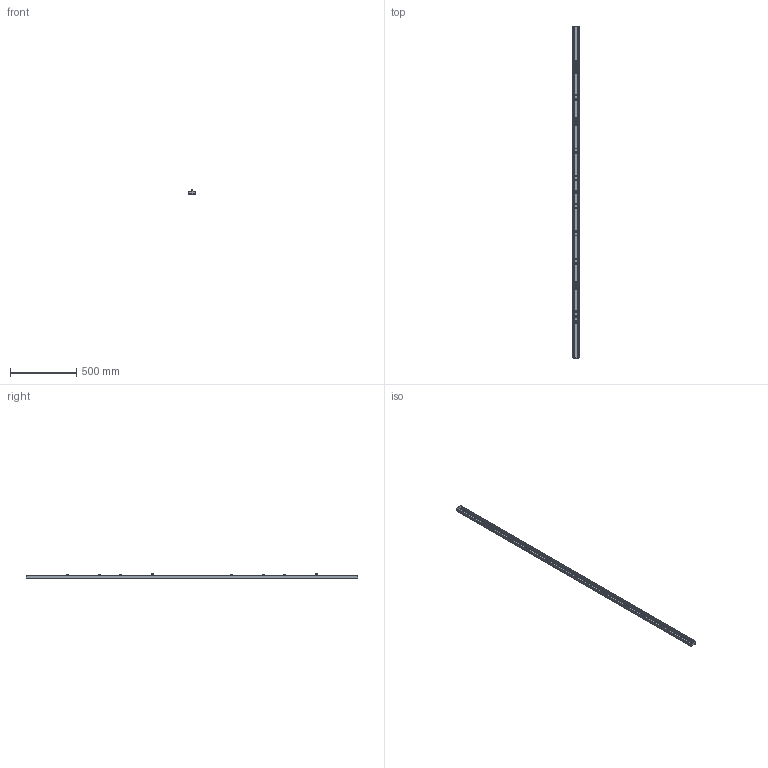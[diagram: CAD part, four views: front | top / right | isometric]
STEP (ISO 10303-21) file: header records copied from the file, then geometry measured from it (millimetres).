
FILE_DESCRIPTION (( 'STEP AP214' ), '1' );
FILE_NAME ('CPREGC250AS_STPALL.STEP', '2023-06-07T14:25:04', ( '' ), ( '' ), 'SwSTEP 2.0', 'SolidWorks 2020', '' );
FILE_SCHEMA (( 'AUTOMOTIVE_DESIGN' ));
Length unit declared in the file: millimetre
Products named in the file (14): CPREGC250AS_STPALL; LB0237-BAR CODE^CPREG-C; FP0288-WING NUT_M6-MEP; DIN 7500 M - M3 x 8 - Z --- 8S_ISO 7046-1 - M3 x 8 - Z --- 8S; DOC0052-INSTRUCTION NOTICE^CPREG-C; MP1066-U PROFILE END CAP; FP0289-SCREW SQUARE HEAD_M6x1 sch‚matique; FP0261-WASHER M6 6.4x16x0.8; LB0238-BAR CODE STICKER^SB0118-20 SCREW BAG FOR CPREG-CR; SB0118-20 SCREW BAG FOR CPREG-CR_SB0120-CR250-300; PA0246-49-PACKAGING^CPREG-C_PA0248; ISO - 4035 - M6 - S_ISO - 4035 - M6 - S; BN_30312_5401000_hexagon_nuts_with_flange_M6; MP1065-U PROFILE_MP1123-U PROFILE 2500
Assembly tree (48 placements, depth 3):
  CPREGC250AS_STPALL
    MP1065-U PROFILE_MP1123-U PROFILE 2500
    MP1066-U PROFILE END CAP  x2
    SB0118-20 SCREW BAG FOR CPREG-CR_SB0120-CR250-300
      FP0289-SCREW SQUARE HEAD_M6x1 sch‚matique  x8
      FP0261-WASHER M6 6.4x16x0.8  x8
      ISO - 4035 - M6 - S_ISO - 4035 - M6 - S  x8
      FP0288-WING NUT_M6-MEP  x8
      BN_30312_5401000_hexagon_nuts_with_flange_M6  x8
      DIN 7500 M - M3 x 8 - Z --- 8S_ISO 7046-1 - M3 x 8 - Z --- 8S  x4
  LB0237-BAR CODE^CPREG-C
  DOC0052-INSTRUCTION NOTICE^CPREG-C
  LB0238-BAR CODE STICKER^SB0118-20 SCREW BAG FOR CPREG-CR
  PA0246-49-PACKAGING^CPREG-C_PA0248
Bounding box: 49.5 x 2498 x 37.72 mm (x, y, z)
Volume: 430028.4 mm3; surface area: 555143.7 mm2
Topology: 47 solids, 47 shells, 2558 faces, 5664 edges, 3208 vertices
Faces by surface type: cone 1364, cylinder 788, plane 382, torus 24
Entity records: 14767 total; most frequent: DIRECTION 2678, CARTESIAN_POINT 2665, ORIENTED_EDGE 2270, EDGE_CURVE 1135, AXIS2_PLACEMENT_3D 1077, VERTEX_POINT 678, CIRCLE 549, EDGE_LOOP 537
